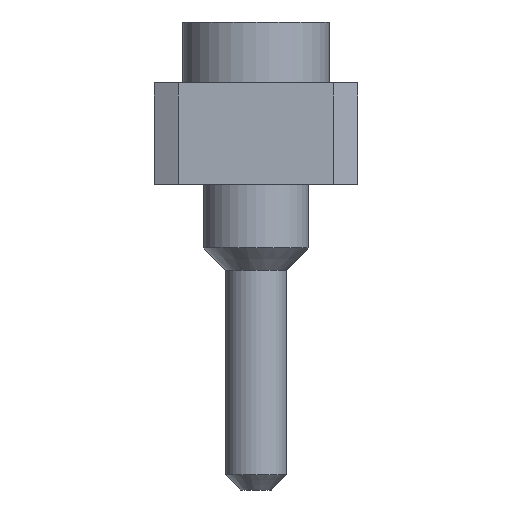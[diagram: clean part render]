
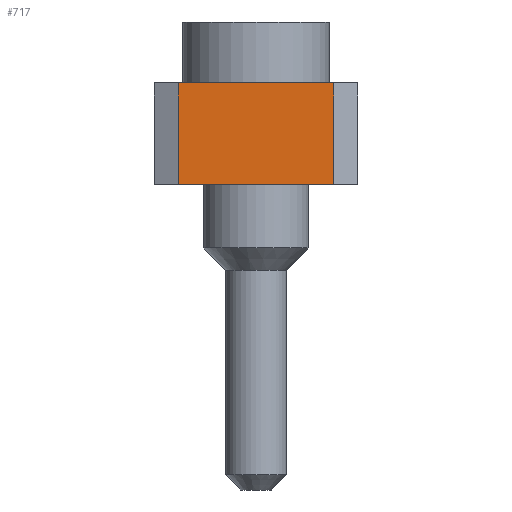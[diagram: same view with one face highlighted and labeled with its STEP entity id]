
A CAD part, left-side view. The second image highlights one B-rep face of the part: STEP entity #717.
In plain terms, the highlighted planar face has unit normal (-1, 0, 0).
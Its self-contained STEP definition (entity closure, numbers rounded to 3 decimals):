
#717=ADVANCED_FACE('',(#1507),#1509,.T.);
#1507=FACE_BOUND('',#1508,.T.);
#1508=EDGE_LOOP('',(#2207,#2208,#2209,#2210));
#1509=PLANE('',#1510);
#1510=AXIS2_PLACEMENT_3D('',#1511,#1512,#1513);
#1511=CARTESIAN_POINT('',(-1.385,0.97,1.07));
#1512=DIRECTION('',(-1.,0.,0.));
#1513=DIRECTION('',(0.,-1.,0.));
#2207=ORIENTED_EDGE('',*,*,#2388,.T.);
#2208=ORIENTED_EDGE('',*,*,#2531,.T.);
#2209=ORIENTED_EDGE('',*,*,#2444,.F.);
#2210=ORIENTED_EDGE('',*,*,#2532,.F.);
#2388=EDGE_CURVE('',#2659,#2657,#2660,.T.);
#2444=EDGE_CURVE('',#2769,#2771,#2772,.T.);
#2531=EDGE_CURVE('',#2657,#2771,#2902,.T.);
#2532=EDGE_CURVE('',#2659,#2769,#2903,.T.);
#2657=VERTEX_POINT('',#3143);
#2659=VERTEX_POINT('',#3147);
#2660=LINE('',#3148,#3149);
#2769=VERTEX_POINT('',#3385);
#2771=VERTEX_POINT('',#3389);
#2772=LINE('',#3390,#3391);
#2902=LINE('',#3708,#3709);
#2903=LINE('',#3711,#3712);
#3143=CARTESIAN_POINT('',(-1.385,-0.97,1.07));
#3147=CARTESIAN_POINT('',(-1.385,0.97,1.07));
#3148=CARTESIAN_POINT('',(-1.385,0.97,1.07));
#3149=VECTOR('',#3150,1.);
#3150=DIRECTION('',(0.,-1.,0.));
#3385=CARTESIAN_POINT('',(-1.385,0.97,2.34));
#3389=CARTESIAN_POINT('',(-1.385,-0.97,2.34));
#3390=CARTESIAN_POINT('',(-1.385,0.97,2.34));
#3391=VECTOR('',#3392,1.);
#3392=DIRECTION('',(0.,-1.,0.));
#3708=CARTESIAN_POINT('',(-1.385,-0.97,1.07));
#3709=VECTOR('',#3710,1.);
#3710=DIRECTION('',(0.,0.,1.));
#3711=CARTESIAN_POINT('',(-1.385,0.97,1.07));
#3712=VECTOR('',#3713,1.);
#3713=DIRECTION('',(0.,0.,1.));
